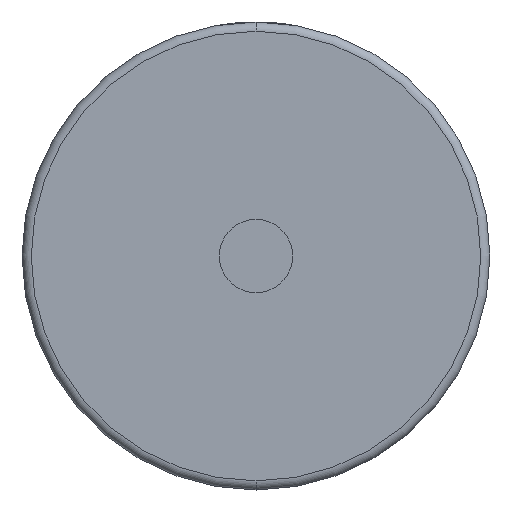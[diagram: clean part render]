
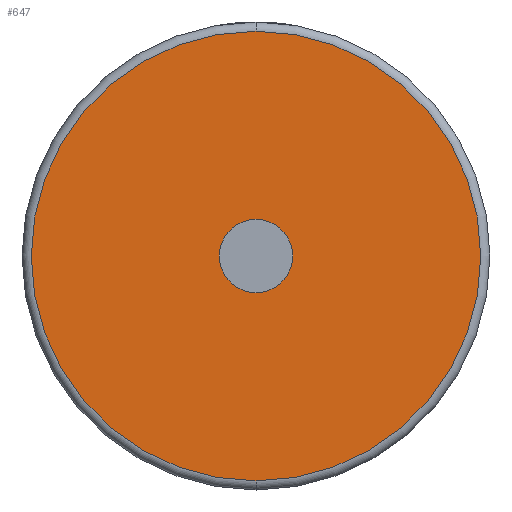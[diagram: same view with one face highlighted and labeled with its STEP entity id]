
A CAD part, front view. The second image highlights one B-rep face of the part: STEP entity #647.
In plain terms, the highlighted planar face has unit normal (0, -1, 0).
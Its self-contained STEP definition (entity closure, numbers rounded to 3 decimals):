
#20 = EDGE_CURVE ( 'NONE', #1736, #2719, #366, .T. ) ;
#69 = DIRECTION ( 'NONE',  ( 0., 0., 1. ) ) ;
#103 = CIRCLE ( 'NONE', #2819, 24.5 ) ;
#113 = DIRECTION ( 'NONE',  ( 0., -1., 0. ) ) ;
#164 = DIRECTION ( 'NONE',  ( 0., 0., 1. ) ) ;
#207 = ORIENTED_EDGE ( 'NONE', *, *, #552, .T. ) ;
#245 = AXIS2_PLACEMENT_3D ( 'NONE', #878, #113, #2074 ) ;
#362 = CARTESIAN_POINT ( 'NONE',  ( 0., 0., 24.5 ) ) ;
#366 = CIRCLE ( 'NONE', #245, 4. ) ;
#464 = DIRECTION ( 'NONE',  ( 0., 0., 1. ) ) ;
#510 = AXIS2_PLACEMENT_3D ( 'NONE', #1431, #1660, #464 ) ;
#549 = CIRCLE ( 'NONE', #510, 24.5 ) ;
#552 = EDGE_CURVE ( 'NONE', #1445, #1676, #549, .T. ) ;
#567 = EDGE_LOOP ( 'NONE', ( #1414, #700 ) ) ;
#647 = ADVANCED_FACE ( 'NONE', ( #2586, #2113 ), #728, .F. ) ;
#700 = ORIENTED_EDGE ( 'NONE', *, *, #3176, .F. ) ;
#728 = PLANE ( 'NONE',  #1986 ) ;
#820 = DIRECTION ( 'NONE',  ( 0., 1., 0. ) ) ;
#878 = CARTESIAN_POINT ( 'NONE',  ( 0., 0., 0. ) ) ;
#1414 = ORIENTED_EDGE ( 'NONE', *, *, #20, .F. ) ;
#1431 = CARTESIAN_POINT ( 'NONE',  ( 0., 0., 0. ) ) ;
#1445 = VERTEX_POINT ( 'NONE', #2849 ) ;
#1635 = DIRECTION ( 'NONE',  ( 0., -1., 0. ) ) ;
#1660 = DIRECTION ( 'NONE',  ( 0., -1., 0. ) ) ;
#1676 = VERTEX_POINT ( 'NONE', #362 ) ;
#1736 = VERTEX_POINT ( 'NONE', #2825 ) ;
#1788 = DIRECTION ( 'NONE',  ( 0., 0., 1. ) ) ;
#1986 = AXIS2_PLACEMENT_3D ( 'NONE', #2738, #820, #1788 ) ;
#2074 = DIRECTION ( 'NONE',  ( 0., 0., 1. ) ) ;
#2113 = FACE_BOUND ( 'NONE', #567, .T. ) ;
#2235 = EDGE_LOOP ( 'NONE', ( #2740, #207 ) ) ;
#2305 = EDGE_CURVE ( 'NONE', #1676, #1445, #103, .T. ) ;
#2308 = CARTESIAN_POINT ( 'NONE',  ( 0., 0., -4. ) ) ;
#2530 = AXIS2_PLACEMENT_3D ( 'NONE', #2826, #3065, #69 ) ;
#2586 = FACE_OUTER_BOUND ( 'NONE', #2235, .T. ) ;
#2605 = CARTESIAN_POINT ( 'NONE',  ( 0., 0., 0. ) ) ;
#2719 = VERTEX_POINT ( 'NONE', #2308 ) ;
#2738 = CARTESIAN_POINT ( 'NONE',  ( 0., 0., 0. ) ) ;
#2740 = ORIENTED_EDGE ( 'NONE', *, *, #2305, .T. ) ;
#2806 = CIRCLE ( 'NONE', #2530, 4. ) ;
#2819 = AXIS2_PLACEMENT_3D ( 'NONE', #2605, #1635, #164 ) ;
#2825 = CARTESIAN_POINT ( 'NONE',  ( 0., 0., 4. ) ) ;
#2826 = CARTESIAN_POINT ( 'NONE',  ( 0., 0., 0. ) ) ;
#2849 = CARTESIAN_POINT ( 'NONE',  ( 0., 0., -24.5 ) ) ;
#3065 = DIRECTION ( 'NONE',  ( 0., -1., 0. ) ) ;
#3176 = EDGE_CURVE ( 'NONE', #2719, #1736, #2806, .T. ) ;
